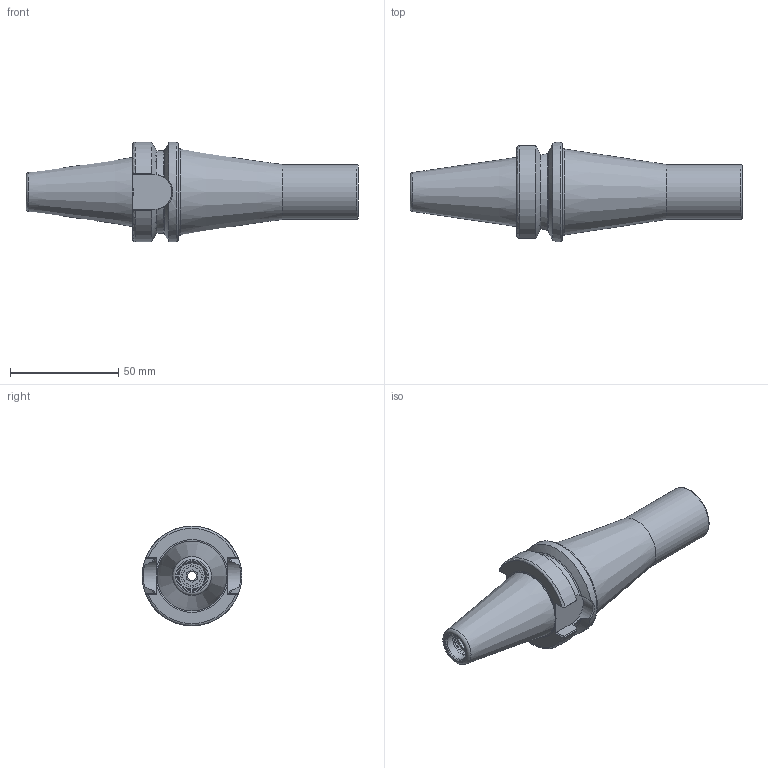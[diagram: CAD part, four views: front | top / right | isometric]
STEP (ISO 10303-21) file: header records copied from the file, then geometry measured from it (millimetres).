
FILE_DESCRIPTION(/* description */ (''),/* implementation_level */ '2;1');
FILE_NAME(/* name */ 'DBT30-MX12-105.stp',/* time_stamp */ '2019-07-15T14:49:55-05:00',/* author */ ('ldfli'),/* organization */ (''),/* preprocessor_version */ 'ST-DEVELOPER v18',/* originating_system */ 'Autodesk Inventor LT',/* authorisation */ '');
FILE_SCHEMA (('AUTOMOTIVE_DESIGN { 1 0 10303 214 3 1 1 }'));
Length unit declared in the file: millimetre
Products named in the file (1): DBT30-MX12-105
Bounding box: 153.4 x 46 x 46 mm (x, y, z)
Volume: 92243 mm3; surface area: 26132 mm2
Topology: 3 solids, 3 shells, 123 faces, 352 edges, 246 vertices
Faces by surface type: plane 57, cylinder 23, torus 17, cone 16, bspline 10
Full cylindrical faces by diameter (mm): 4 x1, 8.5 x1, 10 x1, 10.3 x1, 12.5 x1, 13 x1, 13.1 x1, 13.5 x1, 13.7 x1, 15.875 x1, 16 x1, 16.8 x2, 17.5 x1, 25.4 x1, 31.987 x1, 46 x1
Entity records: 4704 total; most frequent: CARTESIAN_POINT 1405, ORIENTED_EDGE 704, DIRECTION 677, EDGE_CURVE 352, AXIS2_PLACEMENT_3D 271, VERTEX_POINT 246, CIRCLE 157, EDGE_LOOP 140
